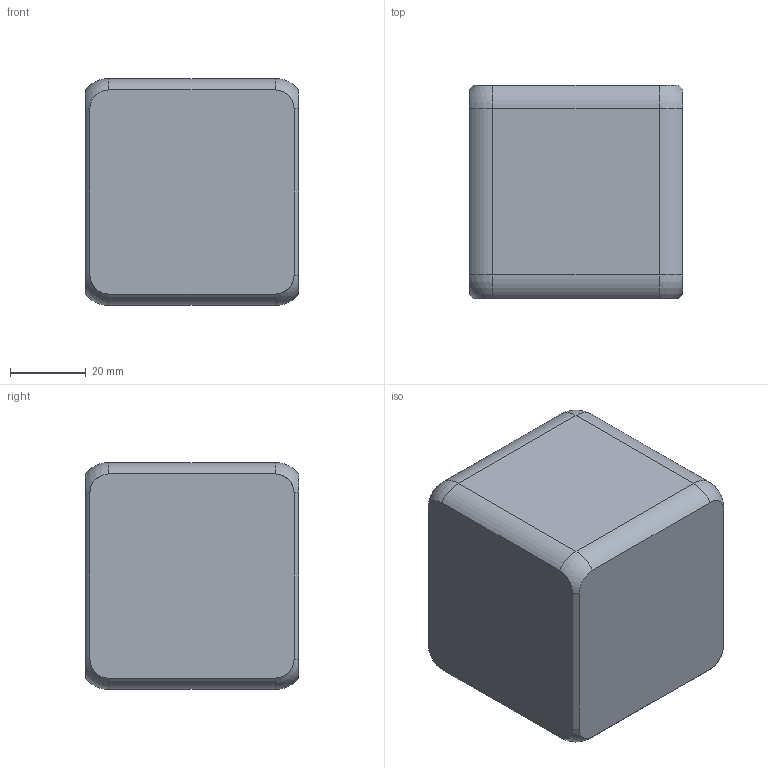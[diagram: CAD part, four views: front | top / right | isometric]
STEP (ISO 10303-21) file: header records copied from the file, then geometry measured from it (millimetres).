
FILE_DESCRIPTION(('CATIA V5 STEP Exchange'),'2;1');
FILE_NAME('Speakers.stp','2017-07-28T17:19:30+00:00',('none'),('none'),'CATIA Version 5 Release 20 GA (IN-10)','CATIA V5 STEP AP203','none');
FILE_SCHEMA(('CONFIG_CONTROL_DESIGN'));
Length unit declared in the file: millimetre
Products named in the file (1): Speakers
Bounding box: 56.49 x 56.49 x 60 mm (x, y, z)
Volume: 28960.4 mm3; surface area: 38555.7 mm2
Topology: 5 solids, 5 shells, 92 faces, 216 edges, 128 vertices
Faces by surface type: plane 44, cylinder 24, extrusion 16, sphere 8
Entity records: 2934 total; most frequent: CARTESIAN_POINT 985, ORIENTED_EDGE 432, DIRECTION 296, EDGE_CURVE 216, VECTOR 140, VERTEX_POINT 128, LINE 124, AXIS2_PLACEMENT_3D 95
